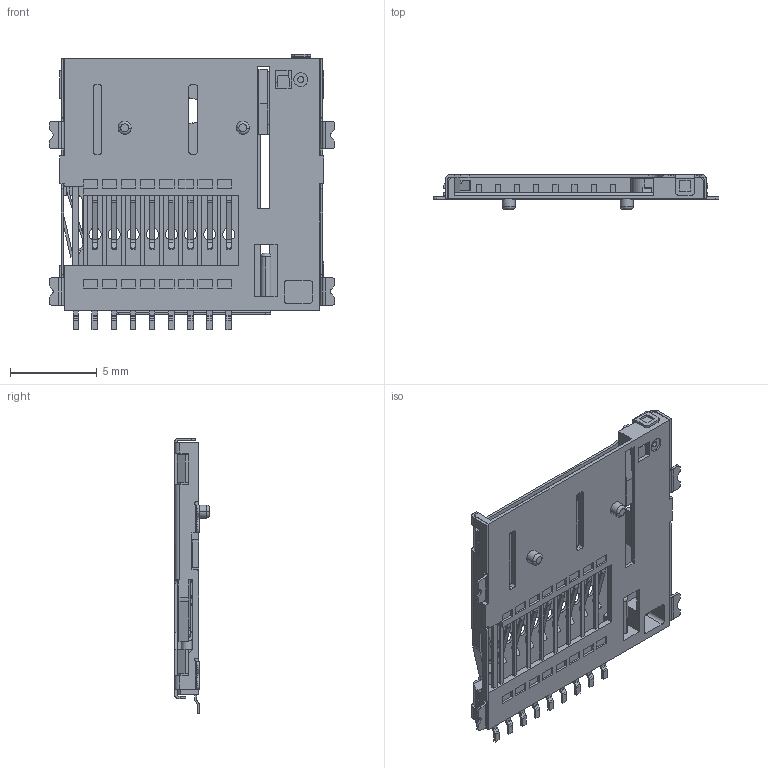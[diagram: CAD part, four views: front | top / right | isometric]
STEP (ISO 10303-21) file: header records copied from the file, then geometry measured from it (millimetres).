
FILE_DESCRIPTION (( 'STEP AP214' ), '1' );
FILE_NAME ('MEM2075-00-140-01-A_revA.STEP', '2018-01-03T03:06:44', ( '' ), ( '' ), 'SwSTEP 2.0', 'SolidWorks 2016', '' );
FILE_SCHEMA (( 'AUTOMOTIVE_DESIGN' ));
Length unit declared in the file: millimetre
Products named in the file (4): housing_1; SLEID; SHELL; MEM2075-00-140-01-A_revA
Assembly tree (3 placements, depth 2):
  MEM2075-00-140-01-A_revA
    SHELL
    SLEID
    housing_1
Bounding box: 16.44 x 2 x 15.85 mm (x, y, z)
Volume: 123.4 mm3; surface area: 1057.6 mm2
Topology: 3 solids, 3 shells, 895 faces, 2534 edges, 1683 vertices
Faces by surface type: plane 652, cylinder 231, bspline 12
Entity records: 32770 total; most frequent: CARTESIAN_POINT 5806, ORIENTED_EDGE 5068, DIRECTION 4667, EDGE_CURVE 2534, VECTOR 2009, LINE 2009, VERTEX_POINT 1683, AXIS2_PLACEMENT_3D 1329
